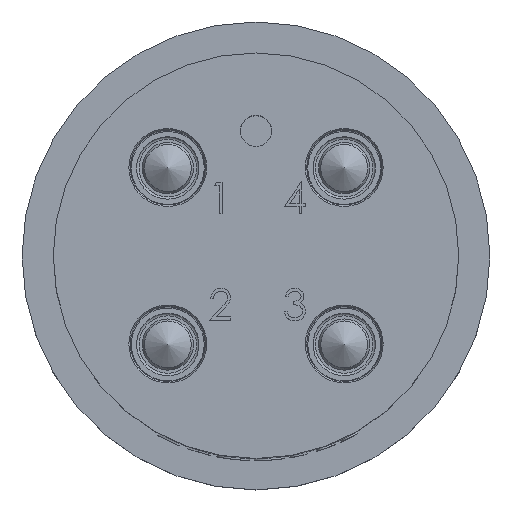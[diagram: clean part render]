
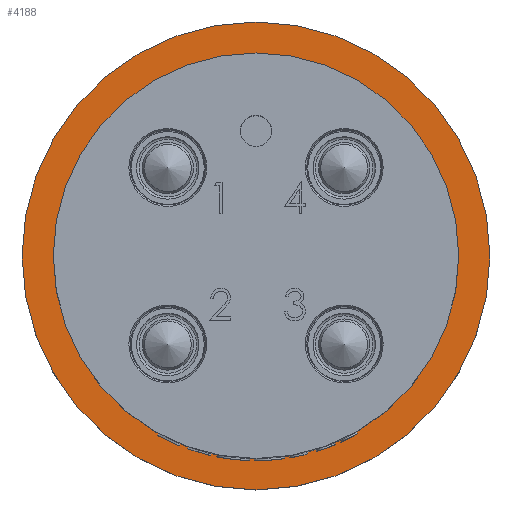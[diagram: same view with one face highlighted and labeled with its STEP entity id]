
A CAD part, top view. The second image highlights one B-rep face of the part: STEP entity #4188.
In plain terms, the highlighted planar face has unit normal (0, 0, 1).
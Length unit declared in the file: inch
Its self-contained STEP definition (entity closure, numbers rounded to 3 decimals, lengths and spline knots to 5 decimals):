
#324=FACE_BOUND('',#1272,.T.);
#1028=FACE_OUTER_BOUND('',#1271,.T.);
#1271=EDGE_LOOP('',(#3394,#3395));
#1272=EDGE_LOOP('',(#3396,#3397));
#1441=CIRCLE('',#4445,0.9375);
#1442=CIRCLE('',#4446,0.9375);
#1443=CIRCLE('',#4447,0.8125);
#1444=CIRCLE('',#4448,0.8125);
#1903=VERTEX_POINT('',#22021);
#1904=VERTEX_POINT('',#22022);
#1905=VERTEX_POINT('',#22025);
#1906=VERTEX_POINT('',#22026);
#2480=EDGE_CURVE('',#1903,#1904,#1441,.T.);
#2481=EDGE_CURVE('',#1904,#1903,#1442,.T.);
#2482=EDGE_CURVE('',#1905,#1906,#1443,.T.);
#2483=EDGE_CURVE('',#1906,#1905,#1444,.T.);
#3394=ORIENTED_EDGE('',*,*,#2480,.T.);
#3395=ORIENTED_EDGE('',*,*,#2481,.T.);
#3396=ORIENTED_EDGE('',*,*,#2482,.F.);
#3397=ORIENTED_EDGE('',*,*,#2483,.F.);
#4024=PLANE('',#4444);
#4188=ADVANCED_FACE('',(#1028,#324),#4024,.F.);
#4444=AXIS2_PLACEMENT_3D('',#22020,#5219,#5220);
#4445=AXIS2_PLACEMENT_3D('',#22023,#5221,#5222);
#4446=AXIS2_PLACEMENT_3D('',#22024,#5223,#5224);
#4447=AXIS2_PLACEMENT_3D('',#22027,#5225,#5226);
#4448=AXIS2_PLACEMENT_3D('',#22028,#5227,#5228);
#5219=DIRECTION('center_axis',(0.,0.,-1.));
#5220=DIRECTION('ref_axis',(-1.,0.,0.));
#5221=DIRECTION('center_axis',(0.,0.,1.));
#5222=DIRECTION('ref_axis',(1.,0.,0.));
#5223=DIRECTION('center_axis',(0.,0.,1.));
#5224=DIRECTION('ref_axis',(1.,0.,0.));
#5225=DIRECTION('center_axis',(0.,0.,1.));
#5226=DIRECTION('ref_axis',(1.,0.,0.));
#5227=DIRECTION('center_axis',(0.,0.,1.));
#5228=DIRECTION('ref_axis',(1.,0.,0.));
#22020=CARTESIAN_POINT('Origin',(0.,0.8125,0.85856));
#22021=CARTESIAN_POINT('',(0.9375,0.,0.85856));
#22022=CARTESIAN_POINT('',(-0.9375,0.,0.85856));
#22023=CARTESIAN_POINT('Origin',(0.,0.,0.85856));
#22024=CARTESIAN_POINT('Origin',(0.,0.,0.85856));
#22025=CARTESIAN_POINT('',(0.8125,0.,0.85856));
#22026=CARTESIAN_POINT('',(-0.8125,0.,0.85856));
#22027=CARTESIAN_POINT('Origin',(0.,0.,0.85856));
#22028=CARTESIAN_POINT('Origin',(0.,0.,0.85856));
